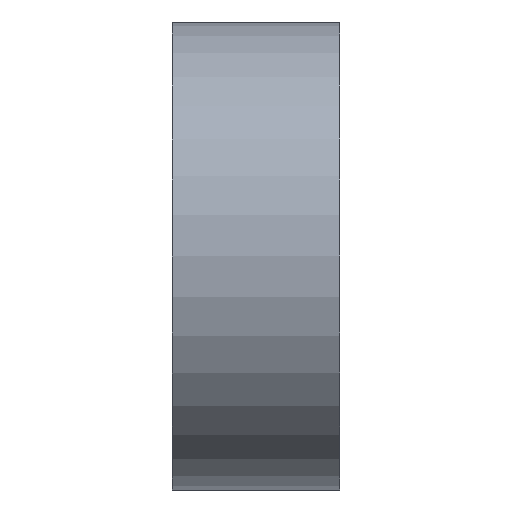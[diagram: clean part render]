
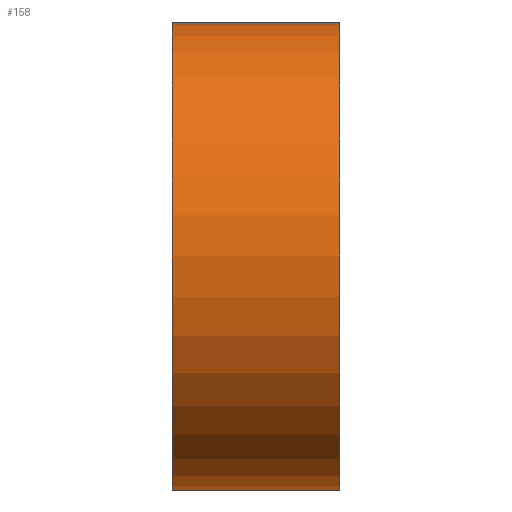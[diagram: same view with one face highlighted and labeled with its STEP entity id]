
A CAD part, left-side view. The second image highlights one B-rep face of the part: STEP entity #158.
In plain terms, the highlighted cylindrical face has radius 8.89 mm (diameter 17.78 mm), a partial arc.
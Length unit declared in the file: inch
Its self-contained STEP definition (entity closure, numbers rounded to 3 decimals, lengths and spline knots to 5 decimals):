
#17=LINE('',#279,#25);
#18=LINE('',#280,#26);
#25=VECTOR('',#234,0.3937);
#26=VECTOR('',#235,0.3937);
#48=FACE_OUTER_BOUND('',#63,.T.);
#63=EDGE_LOOP('',(#126,#127,#128,#129));
#77=CIRCLE('',#193,0.35);
#79=CIRCLE('',#196,0.35);
#87=VERTEX_POINT('',#267);
#88=VERTEX_POINT('',#268);
#91=VERTEX_POINT('',#276);
#92=VERTEX_POINT('',#277);
#101=EDGE_CURVE('',#87,#88,#77,.T.);
#105=EDGE_CURVE('',#91,#92,#79,.T.);
#106=EDGE_CURVE('',#92,#87,#17,.T.);
#107=EDGE_CURVE('',#88,#91,#18,.T.);
#126=ORIENTED_EDGE('',*,*,#105,.T.);
#127=ORIENTED_EDGE('',*,*,#106,.T.);
#128=ORIENTED_EDGE('',*,*,#101,.T.);
#129=ORIENTED_EDGE('',*,*,#107,.T.);
#152=CYLINDRICAL_SURFACE('',#195,0.35);
#158=ADVANCED_FACE('',(#48),#152,.T.);
#193=AXIS2_PLACEMENT_3D('',#269,#224,#225);
#195=AXIS2_PLACEMENT_3D('',#275,#230,#231);
#196=AXIS2_PLACEMENT_3D('',#278,#232,#233);
#224=DIRECTION('center_axis',(0.,-1.,0.));
#225=DIRECTION('ref_axis',(-0.707,0.,0.707));
#230=DIRECTION('center_axis',(0.,-1.,0.));
#231=DIRECTION('ref_axis',(-0.707,0.,0.707));
#232=DIRECTION('center_axis',(0.,1.,0.));
#233=DIRECTION('ref_axis',(-0.707,0.,-0.707));
#234=DIRECTION('',(0.,1.,0.));
#235=DIRECTION('',(0.,-1.,0.));
#267=CARTESIAN_POINT('',(0.35,0.2,0.35));
#268=CARTESIAN_POINT('',(0.35,0.2,-0.35));
#269=CARTESIAN_POINT('Origin',(0.35,0.2,0.));
#275=CARTESIAN_POINT('Origin',(0.35,0.1375,0.));
#276=CARTESIAN_POINT('',(0.35,-0.05,-0.35));
#277=CARTESIAN_POINT('',(0.35,-0.05,0.35));
#278=CARTESIAN_POINT('Origin',(0.35,-0.05,0.));
#279=CARTESIAN_POINT('',(0.35,0.1375,0.35));
#280=CARTESIAN_POINT('',(0.35,0.0125,-0.35));
